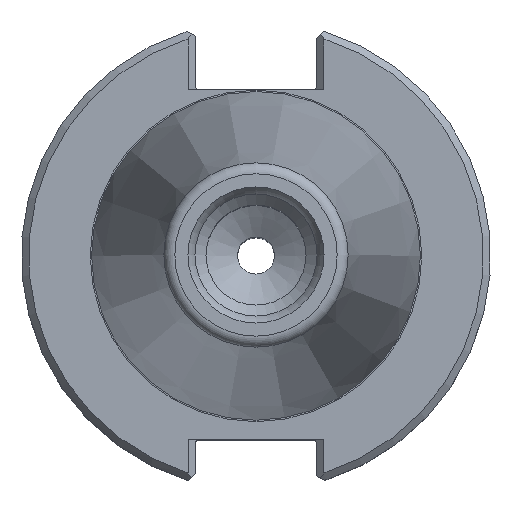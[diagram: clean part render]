
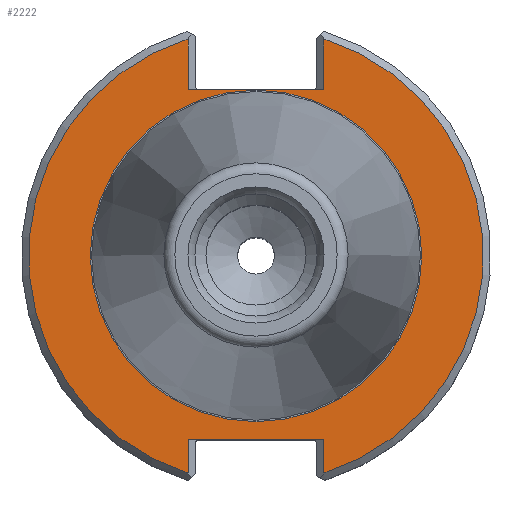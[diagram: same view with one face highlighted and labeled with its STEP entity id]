
A CAD part, top view. The second image highlights one B-rep face of the part: STEP entity #2222.
In plain terms, the highlighted planar face has unit normal (0, 0, 1).
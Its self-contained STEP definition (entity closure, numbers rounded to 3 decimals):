
#62=LINE('',#3424,#126);
#63=LINE('',#3426,#127);
#78=LINE('',#3472,#142);
#79=LINE('',#3474,#143);
#80=LINE('',#3476,#144);
#81=LINE('',#3477,#145);
#126=VECTOR('',#2690,1000.);
#127=VECTOR('',#2693,1000.);
#142=VECTOR('',#2728,1000.);
#143=VECTOR('',#2729,1000.);
#144=VECTOR('',#2730,1000.);
#145=VECTOR('',#2731,1000.);
#295=PLANE('',#2383);
#614=ORIENTED_EDGE('',*,*,#849,.T.);
#615=ORIENTED_EDGE('',*,*,#899,.T.);
#616=ORIENTED_EDGE('',*,*,#900,.F.);
#617=ORIENTED_EDGE('',*,*,#901,.T.);
#618=ORIENTED_EDGE('',*,*,#841,.T.);
#619=ORIENTED_EDGE('',*,*,#878,.T.);
#620=ORIENTED_EDGE('',*,*,#902,.F.);
#621=ORIENTED_EDGE('',*,*,#879,.T.);
#622=ORIENTED_EDGE('',*,*,#839,.F.);
#839=EDGE_CURVE('',#1030,#1030,#1143,.T.);
#841=EDGE_CURVE('',#1032,#1031,#1144,.T.);
#849=EDGE_CURVE('',#1036,#1037,#1145,.T.);
#878=EDGE_CURVE('',#1031,#1055,#62,.T.);
#879=EDGE_CURVE('',#1056,#1036,#63,.T.);
#899=EDGE_CURVE('',#1037,#1069,#78,.T.);
#900=EDGE_CURVE('',#1070,#1069,#79,.T.);
#901=EDGE_CURVE('',#1070,#1032,#80,.T.);
#902=EDGE_CURVE('',#1056,#1055,#81,.T.);
#1030=VERTEX_POINT('',#3284);
#1031=VERTEX_POINT('',#3290);
#1032=VERTEX_POINT('',#3292);
#1036=VERTEX_POINT('',#3316);
#1037=VERTEX_POINT('',#3321);
#1055=VERTEX_POINT('',#3423);
#1056=VERTEX_POINT('',#3427);
#1069=VERTEX_POINT('',#3473);
#1070=VERTEX_POINT('',#3475);
#1143=CIRCLE('',#2353,22.413);
#1144=CIRCLE('',#2355,30.75);
#1145=CIRCLE('',#2358,30.75);
#1268=EDGE_LOOP('',(#614,#615,#616,#617,#618,#619,#620,#621));
#1269=EDGE_LOOP('',(#622));
#1409=FACE_BOUND('',#1268,.T.);
#1410=FACE_BOUND('',#1269,.T.);
#2222=ADVANCED_FACE('',(#1409,#1410),#295,.T.);
#2353=AXIS2_PLACEMENT_3D('',#3283,#2635,#2636);
#2355=AXIS2_PLACEMENT_3D('',#3291,#2639,#2640);
#2358=AXIS2_PLACEMENT_3D('',#3322,#2647,#2648);
#2383=AXIS2_PLACEMENT_3D('',#3471,#2726,#2727);
#2635=DIRECTION('',(0.,0.,1.));
#2636=DIRECTION('',(1.,0.,0.));
#2639=DIRECTION('',(0.,0.,1.));
#2640=DIRECTION('',(1.,0.,0.));
#2647=DIRECTION('',(0.,0.,1.));
#2648=DIRECTION('',(1.,0.,0.));
#2690=DIRECTION('',(0.,-1.,0.));
#2693=DIRECTION('',(0.,1.,0.));
#2726=DIRECTION('',(0.,0.,1.));
#2727=DIRECTION('',(1.,0.,0.));
#2728=DIRECTION('',(0.,1.,0.));
#2729=DIRECTION('',(-1.,0.,0.));
#2730=DIRECTION('',(0.,-1.,0.));
#2731=DIRECTION('',(1.,0.,0.));
#3283=CARTESIAN_POINT('',(0.,0.,-3.17));
#3284=CARTESIAN_POINT('',(22.413,0.,-3.17));
#3290=CARTESIAN_POINT('',(9.19,29.345,-3.17));
#3291=CARTESIAN_POINT('',(0.,0.,-3.17));
#3292=CARTESIAN_POINT('',(9.19,-29.345,-3.17));
#3316=CARTESIAN_POINT('',(-9.19,29.345,-3.17));
#3321=CARTESIAN_POINT('',(-9.19,-29.345,-3.17));
#3322=CARTESIAN_POINT('',(0.,0.,-3.17));
#3423=CARTESIAN_POINT('',(9.19,22.46,-3.17));
#3424=CARTESIAN_POINT('',(9.19,22.46,-3.17));
#3426=CARTESIAN_POINT('',(-9.19,30.831,-3.17));
#3427=CARTESIAN_POINT('',(-9.19,22.46,-3.17));
#3471=CARTESIAN_POINT('',(22.413,0.,-3.17));
#3472=CARTESIAN_POINT('',(-9.19,-24.87,-3.17));
#3473=CARTESIAN_POINT('',(-9.19,-24.87,-3.17));
#3474=CARTESIAN_POINT('',(8.19,-24.87,-3.17));
#3475=CARTESIAN_POINT('',(9.19,-24.87,-3.17));
#3476=CARTESIAN_POINT('',(9.19,-30.831,-3.17));
#3477=CARTESIAN_POINT('',(-8.19,22.46,-3.17));
